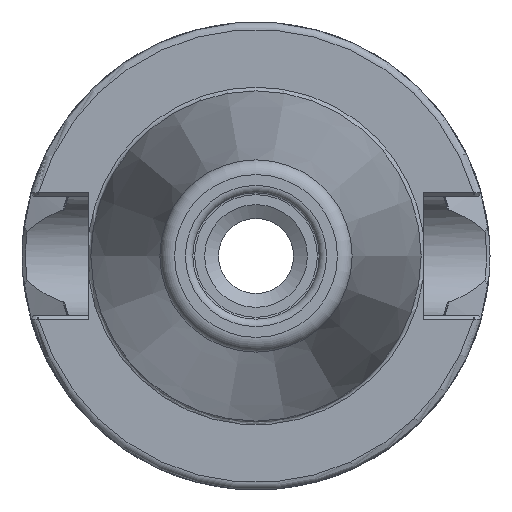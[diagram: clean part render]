
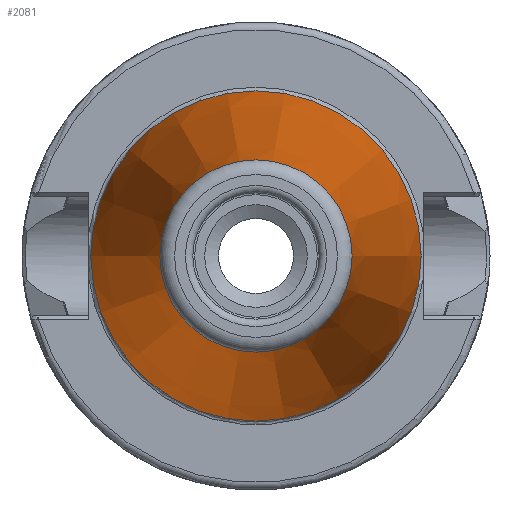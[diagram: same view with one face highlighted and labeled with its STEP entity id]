
A CAD part, left-side view. The second image highlights one B-rep face of the part: STEP entity #2081.
In plain terms, the highlighted conical face has half-angle 8.297 degrees and reference radius 17.581 mm.
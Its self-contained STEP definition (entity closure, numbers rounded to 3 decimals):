
#243=LINE('',#4134,#338);
#338=VECTOR('',#2788,17.581);
#377=CONICAL_SURFACE('',#2301,17.581,0.145);
#459=FACE_OUTER_BOUND('',#580,.T.);
#580=EDGE_LOOP('',(#1746,#1747,#1748,#1749,#1750,#1751,#1752));
#721=CIRCLE('',#2297,12.937);
#722=CIRCLE('',#2298,12.937);
#723=CIRCLE('',#2299,12.937);
#725=CIRCLE('',#2302,22.225);
#726=CIRCLE('',#2303,22.225);
#936=VERTEX_POINT('',#4122);
#937=VERTEX_POINT('',#4123);
#938=VERTEX_POINT('',#4125);
#939=VERTEX_POINT('',#4130);
#940=VERTEX_POINT('',#4131);
#1224=EDGE_CURVE('',#936,#937,#721,.T.);
#1225=EDGE_CURVE('',#938,#936,#722,.T.);
#1226=EDGE_CURVE('',#937,#938,#723,.T.);
#1228=EDGE_CURVE('',#939,#940,#725,.T.);
#1229=EDGE_CURVE('',#940,#939,#726,.T.);
#1230=EDGE_CURVE('',#940,#938,#243,.T.);
#1746=ORIENTED_EDGE('',*,*,#1228,.F.);
#1747=ORIENTED_EDGE('',*,*,#1229,.F.);
#1748=ORIENTED_EDGE('',*,*,#1230,.T.);
#1749=ORIENTED_EDGE('',*,*,#1225,.T.);
#1750=ORIENTED_EDGE('',*,*,#1224,.T.);
#1751=ORIENTED_EDGE('',*,*,#1226,.T.);
#1752=ORIENTED_EDGE('',*,*,#1230,.F.);
#2081=ADVANCED_FACE('',(#459),#377,.T.);
#2297=AXIS2_PLACEMENT_3D('',#4124,#2774,#2775);
#2298=AXIS2_PLACEMENT_3D('',#4126,#2776,#2777);
#2299=AXIS2_PLACEMENT_3D('',#4127,#2778,#2779);
#2301=AXIS2_PLACEMENT_3D('',#4129,#2782,#2783);
#2302=AXIS2_PLACEMENT_3D('',#4132,#2784,#2785);
#2303=AXIS2_PLACEMENT_3D('',#4133,#2786,#2787);
#2774=DIRECTION('center_axis',(1.,0.,0.));
#2775=DIRECTION('ref_axis',(0.,0.,-1.));
#2776=DIRECTION('center_axis',(1.,0.,0.));
#2777=DIRECTION('ref_axis',(0.,0.,-1.));
#2778=DIRECTION('center_axis',(1.,0.,0.));
#2779=DIRECTION('ref_axis',(0.,0.,-1.));
#2782=DIRECTION('center_axis',(1.,0.,0.));
#2783=DIRECTION('ref_axis',(0.,1.,0.));
#2784=DIRECTION('center_axis',(1.,0.,0.));
#2785=DIRECTION('ref_axis',(0.,0.,-1.));
#2786=DIRECTION('center_axis',(1.,0.,0.));
#2787=DIRECTION('ref_axis',(0.,0.,-1.));
#2788=DIRECTION('',(-0.99,0.144,0.));
#4122=CARTESIAN_POINT('',(-63.689,12.937,0.));
#4123=CARTESIAN_POINT('',(-63.689,0.,12.937));
#4124=CARTESIAN_POINT('Origin',(-63.689,0.,
0.));
#4125=CARTESIAN_POINT('',(-63.689,-12.937,0.));
#4126=CARTESIAN_POINT('Origin',(-63.689,0.,
0.));
#4127=CARTESIAN_POINT('Origin',(-63.689,0.,
0.));
#4129=CARTESIAN_POINT('Origin',(-31.844,0.,
0.));
#4130=CARTESIAN_POINT('',(0.,22.225,0.));
#4131=CARTESIAN_POINT('',(0.,-22.225,0.));
#4132=CARTESIAN_POINT('Origin',(0.,0.,
0.));
#4133=CARTESIAN_POINT('Origin',(0.,0.,
0.));
#4134=CARTESIAN_POINT('',(-31.844,-17.581,0.));
